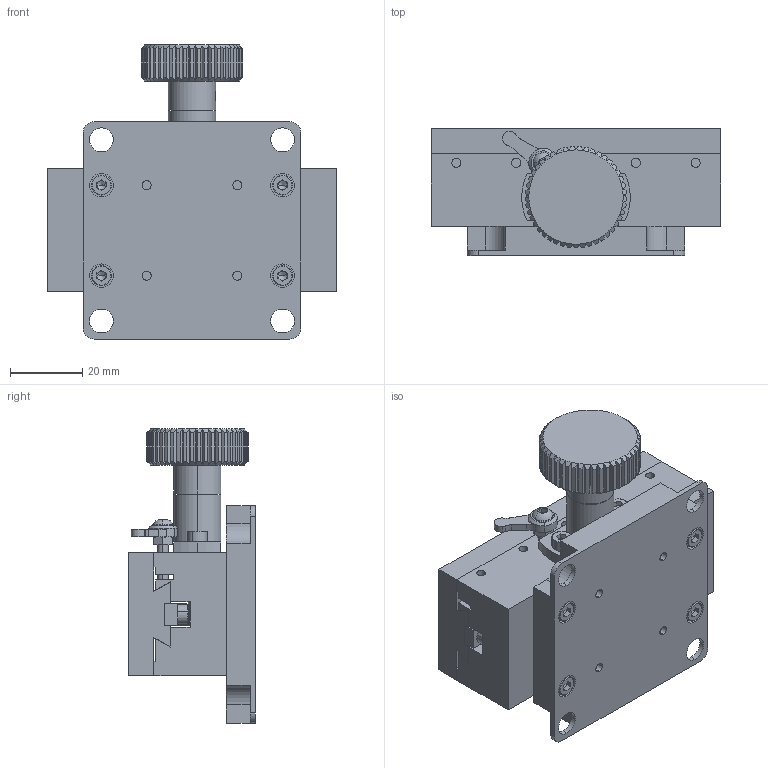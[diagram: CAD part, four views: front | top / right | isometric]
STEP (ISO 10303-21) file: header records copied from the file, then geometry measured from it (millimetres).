
FILE_DESCRIPTION (( 'STEP AP203' ), '1' );
FILE_NAME ('06TTS-1M.STEP', '2017-02-02T05:54:20', ( '' ), ( '' ), 'SwSTEP 2.0', 'SolidWorks 2016', '' );
FILE_SCHEMA (( 'CONFIG_CONTROL_DESIGN' ));
Products named in the file (1): 06TTS-1M
Bounding box: 80 x 35 x 81.2 mm (x, y, z)
Volume: 104898.2 mm3; surface area: 43634.5 mm2
Topology: 24 solids, 24 shells, 1691 faces, 4379 edges, 2757 vertices
Faces by surface type: plane 974, cylinder 319, cone 187, bspline 153, torus 56, sphere 2
Entity records: 60161 total; most frequent: CARTESIAN_POINT 19773, ORIENTED_EDGE 8634, DIRECTION 7828, EDGE_CURVE 4317, LINE 2864, VECTOR 2864, VERTEX_POINT 2757, AXIS2_PLACEMENT_3D 2482
